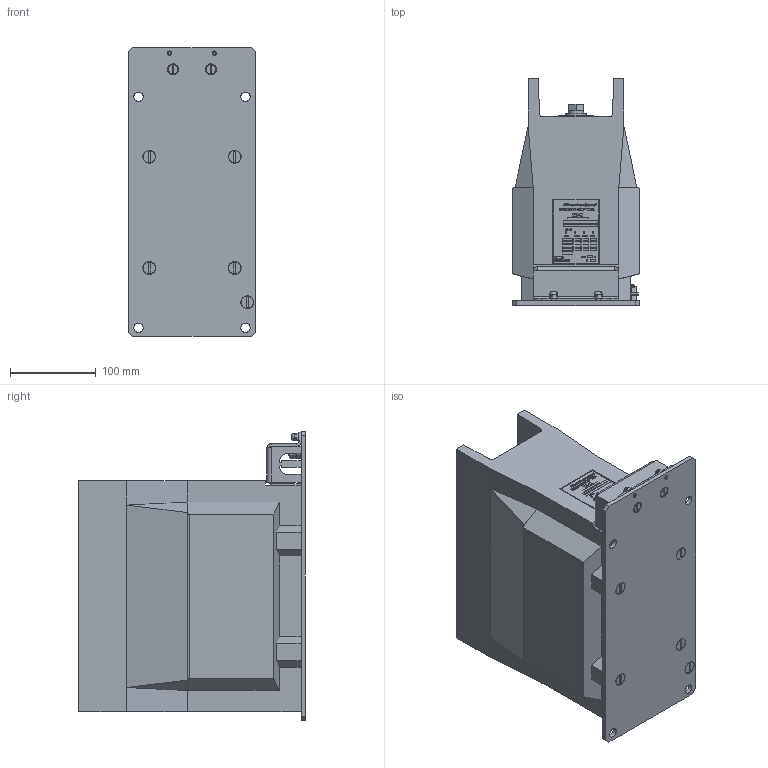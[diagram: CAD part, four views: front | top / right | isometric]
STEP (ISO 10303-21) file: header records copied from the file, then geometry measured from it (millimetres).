
FILE_DESCRIPTION(('STEP AP214'), '1');
FILE_NAME('ﾈﾁﾋﾒ.671213.019-01-36 ﾒﾋﾊ-10-4ﾌ1', '2023-06-20T05:31:49', ('UNSPECIFIED'), ('UNSPECIFIED'), 'ASCON STEP Converter 1.3', 'ASCON Math Kernel', '');
FILE_SCHEMA(('AUTOMOTIVE_DESIGN { 1 0 10303 214 3 1 1}'));
Length unit declared in the file: millimetre
Products named in the file (22): 屡扔.757465.009; 屡扔.758472.007-01; àðò.445742042; 屡扔.733411.007; 屡扔.735314.027
Assembly tree (60 placements, depth 3):
  (unnamed)
    (unnamed)
      (unnamed)
      屡扔.757465.009  x2
      屡扔.758472.007-01  x4
      àðò.445742042  x4
    屡扔.733411.007
    (unnamed)  x4
    (unnamed)
    (unnamed)  x2
    (unnamed)  x2
    (unnamed)  x2
    (unnamed)  x4
    (unnamed)  x8
    (unnamed)  x4
    (unnamed)  x4
    (unnamed)  x4
    (unnamed)  x4
    (unnamed)  x4
    屡扔.735314.027
    (unnamed)  x2
    (unnamed)
Bounding box: 148 x 265 x 337.5 mm (x, y, z)
Volume: 8035372.6 mm3; surface area: 495889.4 mm2
Topology: 59 solids, 59 shells, 6472 faces, 18123 edges, 11994 vertices
Faces by surface type: plane 4058, cylinder 2203, cone 121, bspline 68, torus 22
Full cylindrical faces by diameter (mm): 2 x8, 3 x8, 4.14 x2, 4.917 x8, 5 x2, 6 x6, 6.4 x8, 6.64 x4, 6.647 x2, 7 x2, 8 x5, 8.4 x2, 9 x7, 10.109 x4, 10.5 x4, 10.8 x4, 11 x4, 12 x24, 13 x12, 14 x4, 16 x2, 20 x2, 24 x4
Entity records: 250664 total; most frequent: CARTESIAN_POINT 39456, ORIENTED_EDGE 34164, DIRECTION 33250, EDGE_CURVE 17082, LINE 12716, VECTOR 12716, VERTEX_POINT 11414, AXIS2_PLACEMENT_3D 10267
